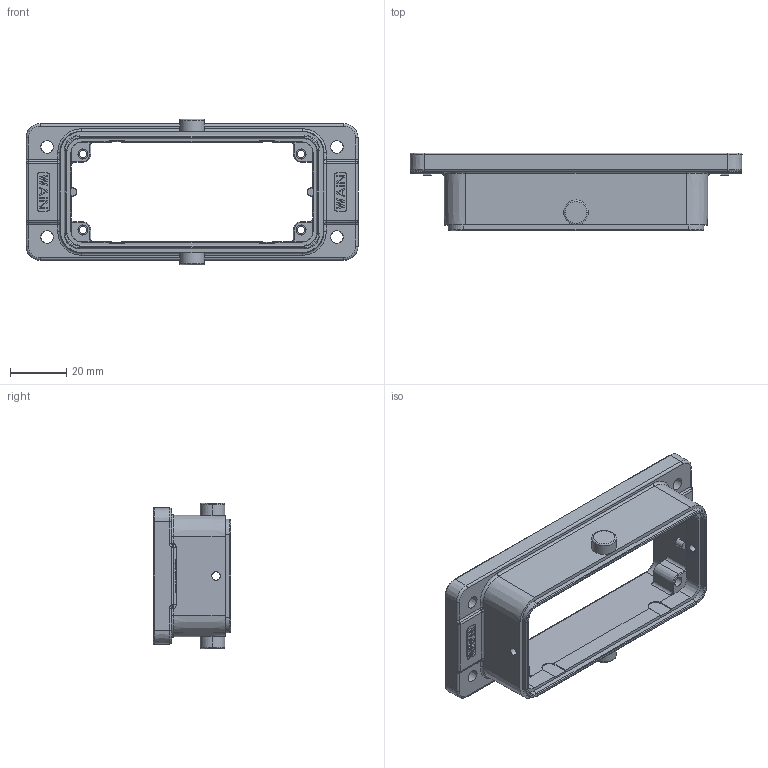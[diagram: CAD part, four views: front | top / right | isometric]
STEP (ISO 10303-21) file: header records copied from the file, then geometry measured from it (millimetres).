
FILE_DESCRIPTION((''),'2;1');
FILE_NAME('H16B-BK-2_2','2017-11-11T',('sy.ji'),(''),'PRO/ENGINEER BY PARAMETRIC TECHNOLOGY CORPORATION, 2014310','PRO/ENGINEER BY PARAMETRIC TECHNOLOGY CORPORATION, 2014310','');
FILE_SCHEMA(('CONFIG_CONTROL_DESIGN'));
Length unit declared in the file: millimetre
Products named in the file (1): H16B-BK-2_2
Bounding box: 117.99 x 27.5 x 51.75 mm (x, y, z)
Volume: 31028.5 mm3; surface area: 21119 mm2
Topology: 1 solids, 1 shells, 559 faces, 1480 edges, 906 vertices
Faces by surface type: plane 245, cylinder 138, cone 78, torus 44, sphere 44, bspline 10
Entity records: 17809 total; most frequent: CARTESIAN_POINT 3952, ORIENTED_EDGE 2872, DIRECTION 2856, EDGE_CURVE 1436, AXIS2_PLACEMENT_3D 1005, VERTEX_POINT 906, VECTOR 846, LINE 846
